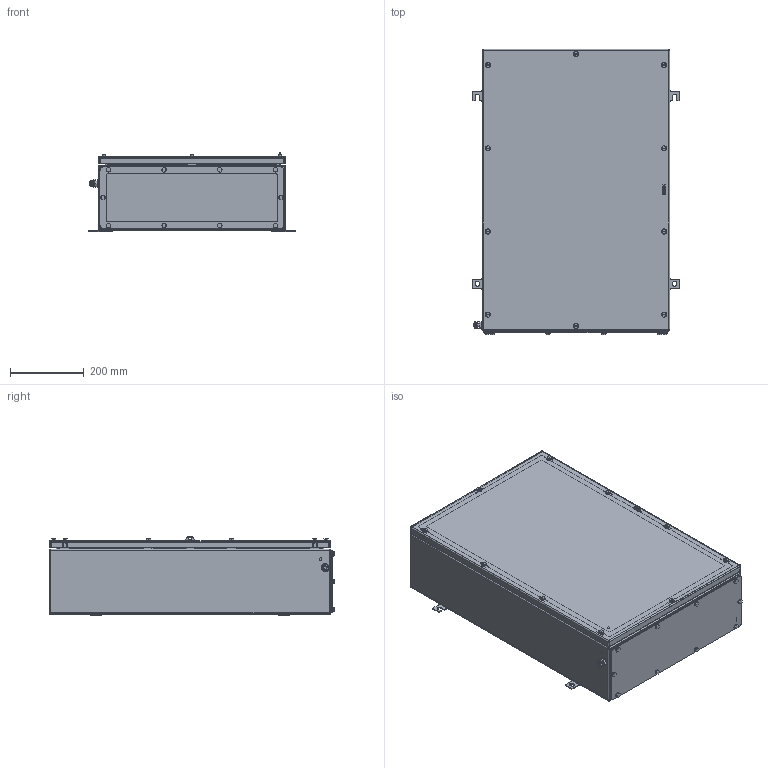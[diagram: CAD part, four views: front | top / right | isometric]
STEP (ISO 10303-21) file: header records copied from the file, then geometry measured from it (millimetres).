
FILE_DESCRIPTION(('CATIA V5 STEP Exchange','CAx-IF Rec.Pracs.--- Model Styling and Organization---1.4--- 2014-01-23'),'2;1');
FILE_NAME ('008585-5_2_1195460000_1195460000.stp','2019-07-19T07:45:06+00:00',('none'),('Weidmueller'),'CATIA Version 5-6 Release 2016 SP3 HF44','CATIA V5 STEP AP214','none');
FILE_SCHEMA(('AUTOMOTIVE_DESIGN { 1 0 10303 214 1 1 1 1 }'));
Products named in the file (1): 1195460000
Bounding box: 559 x 773 x 215 mm (x, y, z)
Volume: 2521203.6 mm3; surface area: 3031202.9 mm2
Topology: 77 solids, 77 shells, 2072 faces, 5052 edges, 3209 vertices
Faces by surface type: plane 1045, cylinder 775, cone 208, sphere 24, torus 20
Entity records: 57107 total; most frequent: CARTESIAN_POINT 11147, ORIENTED_EDGE 9980, DIRECTION 7865, EDGE_CURVE 4990, VERTEX_POINT 3209, AXIS2_PLACEMENT_3D 3175, VECTOR 3162, LINE 3162
